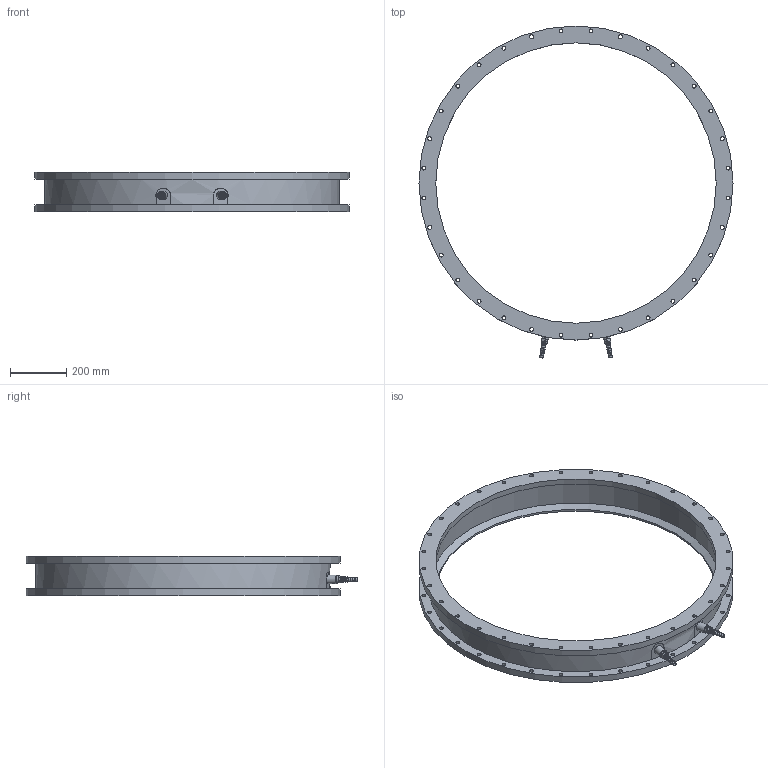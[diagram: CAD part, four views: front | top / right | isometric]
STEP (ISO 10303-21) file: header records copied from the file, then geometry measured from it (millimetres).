
FILE_DESCRIPTION(('STEP AP242'), '1');
FILE_NAME('ËÏ-1000 ïîâåðõíîñòÿìè', '2024-11-27T11:41:04', (''), (''), 'C3D Converter', 'C3D Toolkit', '');
FILE_SCHEMA(('AP242_MANAGED_MODEL_BASED_3D_ENGINEERING_MIM_LF { 1 0 10303 442 1 1 4 }'));
Length unit declared in the file: millimetre
Bounding box: 1120 x 1183.87 x 140 mm (x, y, z)
Surface area: 1737968.8 mm2 (no closed solid volume)
Topology: 0 solids, 12 shells, 183 faces, 509 edges, 339 vertices
Faces by surface type: cylinder 101, plane 52, cone 24, torus 6
Full cylindrical faces by diameter (mm): 9.5 x2, 12.1 x1, 14 x66, 15 x2, 17.33 x2, 21.5 x2, 25 x2, 27 x2, 31 x2, 1000 x2, 1042 x1, 1052 x1, 1120 x2
Entity records: 6027 total; most frequent: CARTESIAN_POINT 1305, DIRECTION 1017, ORIENTED_EDGE 689, EDGE_LOOP 455, AXIS2_PLACEMENT_3D 445, EDGE_CURVE 392, VERTEX_POINT 341, CIRCLE 261
